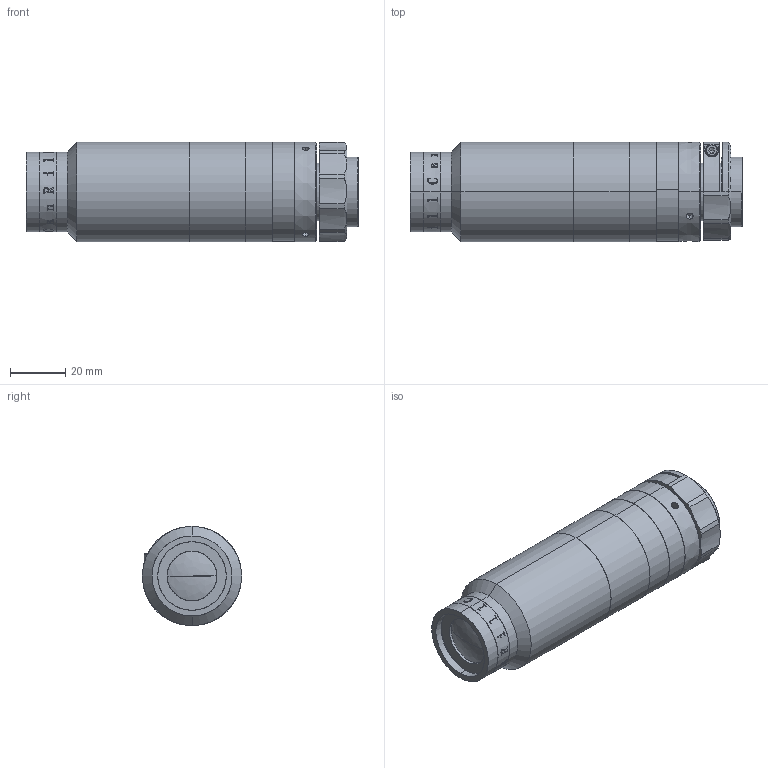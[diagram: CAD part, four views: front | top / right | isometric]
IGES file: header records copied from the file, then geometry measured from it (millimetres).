
Start section: SolidWorks IGES file using analytic representation for surfaces
Global section: file name: XF-MH05X200.IGS; native system: SolidWorks 2014; preprocessor: SolidWorks 2014; author: canrill005; date: 200410.102619; units: millimetre
Bounding box: 120.5 x 36 x 36 mm (x, y, z)
Surface area: 19967.8 mm2 (no closed solid volume)
Topology: 0 solids, 0 shells, 154 faces, 4886 edges, 4883 vertices
Faces by surface type: revolution 88, bspline 66
